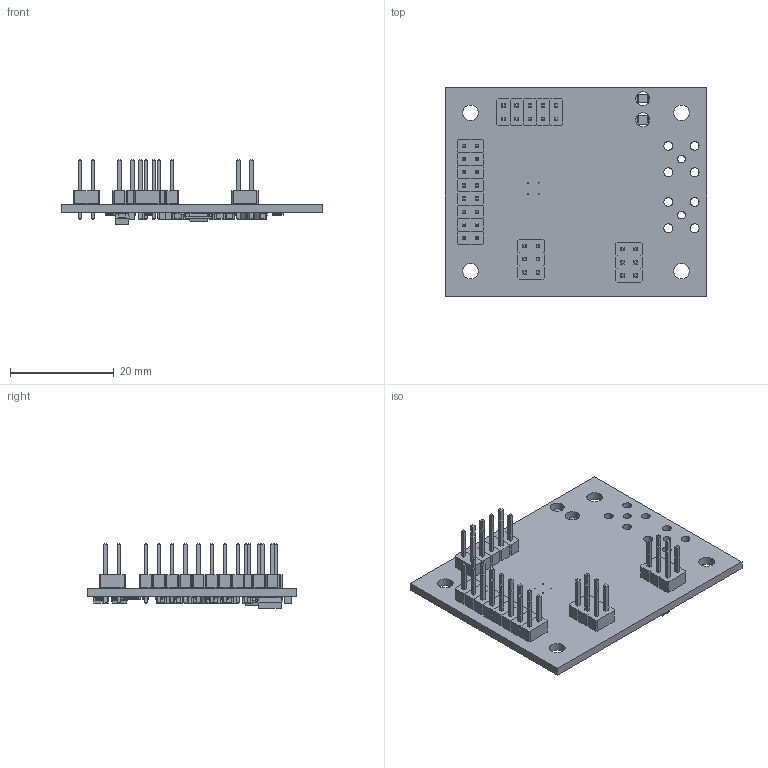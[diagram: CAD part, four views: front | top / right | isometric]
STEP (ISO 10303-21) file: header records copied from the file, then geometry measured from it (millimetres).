
FILE_DESCRIPTION(('KiCad electronic assembly'),'2;1');
FILE_NAME('ISM03.step','2024-07-15T12:56:40',('Pcbnew'),('Kicad'), 'Open CASCADE STEP processor 7.6','KiCad to STEP converter','Unknown' );
FILE_SCHEMA(('AUTOMOTIVE_DESIGN { 1 0 10303 214 1 1 1 1 }'));
Length unit declared in the file: millimetre
Products named in the file (20): ISM03 1; PinHeader_2x01_P2.54mm_Vertical; PinHeader_2x01_P254mm_Vertical; PinHeader_2x03_P2.54mm_Vertical; PinHeader_2x03_P254mm_Vertical; R_0805_2012Metric; SOT-223; SOT_223; SOT-23; SOT_23; LED_1206_3216Metric; C_0805_2012Metric; D_SMA; L_0805_2012Metric; kibot_3_qsmbfn_PCB
Assembly tree (71 placements, depth 3):
  ISM03 1
    PinHeader_2x01_P2.54mm_Vertical  x13
      PinHeader_2x01_P254mm_Vertical
    PinHeader_2x03_P2.54mm_Vertical  x2
      PinHeader_2x03_P254mm_Vertical
    R_0805_2012Metric  x18
      R_0805_2012Metric
    SOT-223
      SOT_223
    SOT-23  x2
      SOT_23
    LED_1206_3216Metric  x2
      LED_1206_3216Metric
    C_0805_2012Metric  x15
      C_0805_2012Metric
    D_SMA
      D_SMA
    L_0805_2012Metric  x7
      L_0805_2012Metric
    kibot_3_qsmbfn_PCB
Bounding box: 50.29 x 40.13 x 12.46 mm (x, y, z)
Volume: 4010.2 mm3; surface area: 7116.5 mm2
Topology: 62 solids, 62 shells, 2377 faces, 5878 edges, 3748 vertices
Faces by surface type: plane 1771, cylinder 526, bspline 80
Full cylindrical faces by diameter (mm): 0.2 x4, 0.889 x38, 1.5 x2, 1.7 x8, 2.7 x2, 3 x4
Entity records: 21097 total; most frequent: CARTESIAN_POINT 3197, ORIENTED_EDGE 2842, DIRECTION 2783, EDGE_CURVE 1421, LINE 1091, VECTOR 1091, VERTEX_POINT 896, AXIS2_PLACEMENT_3D 846
